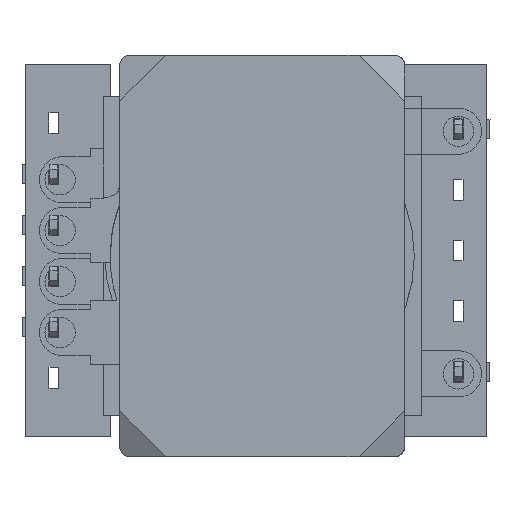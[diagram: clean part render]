
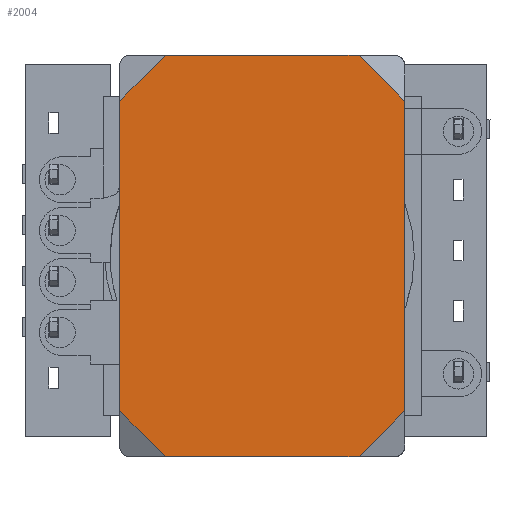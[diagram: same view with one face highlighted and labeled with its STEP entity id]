
A CAD part, top view. The second image highlights one B-rep face of the part: STEP entity #2004.
In plain terms, the highlighted planar face has unit normal (0, 0, 1).
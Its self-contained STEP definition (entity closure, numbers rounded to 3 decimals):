
#2004=ADVANCED_FACE('NONE',(#4824),#4825,.T.);
#2016=EDGE_CURVE('NONE',#4834,#4840,#4843,.T.);
#2024=EDGE_CURVE('NONE',#4846,#4852,#4855,.T.);
#2032=EDGE_CURVE('NONE',#4858,#4864,#4867,.T.);
#2058=EDGE_CURVE('NONE',#4864,#4899,#4902,.T.);
#2070=EDGE_CURVE('NONE',#4852,#4858,#4916,.T.);
#2074=EDGE_CURVE('NONE',#4840,#4846,#4920,.T.);
#2076=EDGE_CURVE('NONE',#4922,#4834,#4923,.T.);
#2080=EDGE_CURVE('NONE',#4899,#4922,#4927,.T.);
#4824=FACE_OUTER_BOUND('',#8740,.T.);
#4825=PLANE('',#8741);
#4834=VERTEX_POINT('NONE',#8751);
#4840=VERTEX_POINT('NONE',#8760);
#4843=LINE('',#8765,#8766);
#4846=VERTEX_POINT('NONE',#8770);
#4852=VERTEX_POINT('NONE',#8779);
#4855=LINE('',#8784,#8785);
#4858=VERTEX_POINT('NONE',#8789);
#4864=VERTEX_POINT('NONE',#8798);
#4867=LINE('',#8803,#8804);
#4899=VERTEX_POINT('NONE',#8855);
#4902=LINE('',#8860,#8861);
#4916=LINE('',#8885,#8886);
#4920=LINE('',#8893,#8894);
#4922=VERTEX_POINT('NONE',#8897);
#4923=LINE('',#8898,#8899);
#4927=LINE('',#8906,#8907);
#8740=EDGE_LOOP('',(#14176,#14177,#14178,#14179,#14180,#14181,#14182,#14183));
#8741=AXIS2_PLACEMENT_3D('',#14184,#14185,#14186);
#8751=CARTESIAN_POINT('',(9.342,9.366,10.15));
#8760=CARTESIAN_POINT('',(6.472,12.236,10.15));
#8765=CARTESIAN_POINT('',(-1.043,19.751,10.15));
#8766=VECTOR('',#14208,1.0);
#8770=CARTESIAN_POINT('',(-5.688,12.236,10.15));
#8779=CARTESIAN_POINT('',(-8.558,9.366,10.15));
#8784=CARTESIAN_POINT('',(-7.123,10.801,10.15));
#8785=VECTOR('',#14214,1.0);
#8789=CARTESIAN_POINT('',(-8.558,-10.094,10.15));
#8798=CARTESIAN_POINT('',(-5.688,-12.964,10.15));
#8803=CARTESIAN_POINT('',(-19.723,1.071,10.15));
#8804=VECTOR('',#14220,1.0);
#8855=CARTESIAN_POINT('',(6.472,-12.964,10.15));
#8860=CARTESIAN_POINT('',(-8.558,-12.964,10.15));
#8861=VECTOR('',#14241,1.0);
#8885=CARTESIAN_POINT('',(-8.558,12.236,10.15));
#8886=VECTOR('',#14249,1.0);
#8893=CARTESIAN_POINT('',(-8.558,12.236,10.15));
#8894=VECTOR('',#14251,1.0);
#8897=CARTESIAN_POINT('',(9.342,-10.094,10.15));
#8898=CARTESIAN_POINT('',(9.342,12.236,10.15));
#8899=VECTOR('',#14252,1.0);
#8906=CARTESIAN_POINT('',(11.557,-7.879,10.15));
#8907=VECTOR('',#14254,1.0);
#14176=ORIENTED_EDGE('',*,*,#2058,.T.);
#14177=ORIENTED_EDGE('',*,*,#2080,.T.);
#14178=ORIENTED_EDGE('',*,*,#2076,.T.);
#14179=ORIENTED_EDGE('',*,*,#2016,.T.);
#14180=ORIENTED_EDGE('',*,*,#2074,.T.);
#14181=ORIENTED_EDGE('',*,*,#2024,.T.);
#14182=ORIENTED_EDGE('',*,*,#2070,.T.);
#14183=ORIENTED_EDGE('',*,*,#2032,.T.);
#14184=CARTESIAN_POINT('',(-8.558,12.236,10.15));
#14185=DIRECTION('',(-0.0,0.0,1.0));
#14186=DIRECTION('',(1.0,-0.0,0.0));
#14208=DIRECTION('',(-0.707,0.707,-0.0));
#14214=DIRECTION('',(-0.707,-0.707,0.0));
#14220=DIRECTION('',(0.707,-0.707,0.0));
#14241=DIRECTION('',(1.0,0.0,0.0));
#14249=DIRECTION('',(0.,-1.0,0.0));
#14251=DIRECTION('',(-1.0,-0.0,-0.0));
#14252=DIRECTION('',(0.,1.0,-0.0));
#14254=DIRECTION('',(0.707,0.707,0.0));
